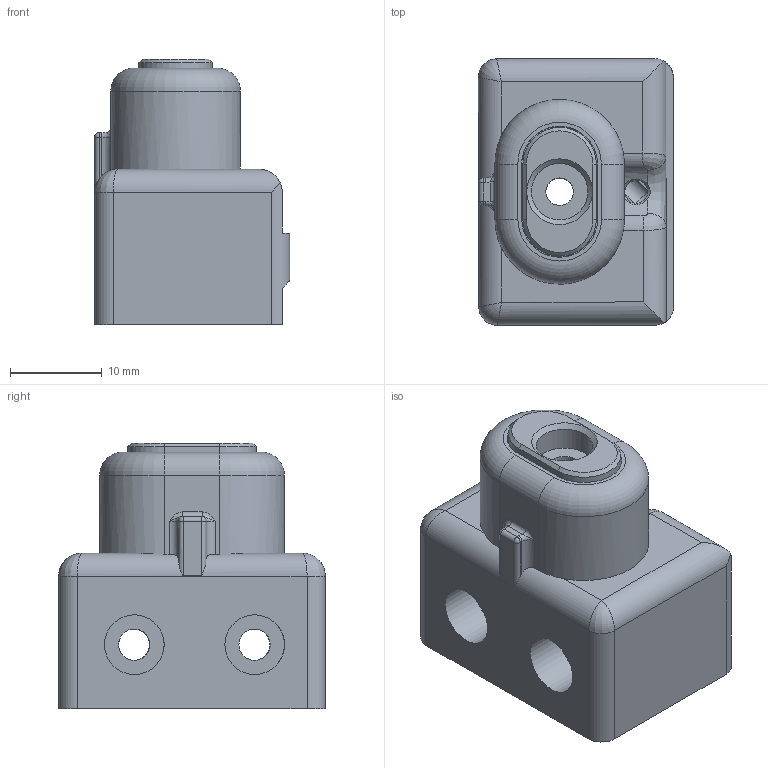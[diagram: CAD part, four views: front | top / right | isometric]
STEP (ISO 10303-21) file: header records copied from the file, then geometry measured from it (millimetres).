
FILE_DESCRIPTION(('HOOPS Exchange Step'),'2;1');
FILE_NAME('export-1DC5E340-2E02-490C-92E3-F9A0E813D18D.stp','2022-11-20T16:10:15-07:00',('paulj'),('Alibre'),'HOOPS Exchange 2021.0','Alibre','Unknown authorisation');
FILE_SCHEMA( ('AP242_MANAGED_MODEL_BASED_3D_ENGINEERING_MIM_LF {1 0 10303 442 1 1 4 }') );
Length unit declared in the file: millimetre
Products named in the file (3): UnKlickyZ; Plunger; Z Klicky
Assembly tree (2 placements, depth 2):
  Z Klicky
    UnKlickyZ
    Plunger
Bounding box: 21.26 x 29.04 x 28.95 mm (x, y, z)
Volume: 10418.5 mm3; surface area: 6045.2 mm2
Topology: 2 solids, 2 shells, 149 faces, 417 edges, 263 vertices
Faces by surface type: plane 65, cylinder 54, cone 12, bspline 11, torus 5, sphere 2
Full cylindrical faces by diameter (mm): 2.5 x3, 2.538 x2, 3 x2, 3.4 x2, 6.15 x2, 6.5 x3
Entity records: 9225 total; most frequent: CARTESIAN_POINT 5347, ORIENTED_EDGE 822, DIRECTION 777, EDGE_CURVE 411, AXIS2_PLACEMENT_3D 290, VERTEX_POINT 263, VECTOR 197, LINE 197
